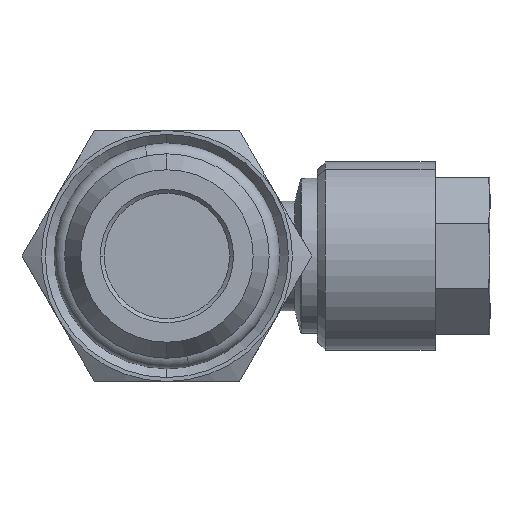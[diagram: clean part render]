
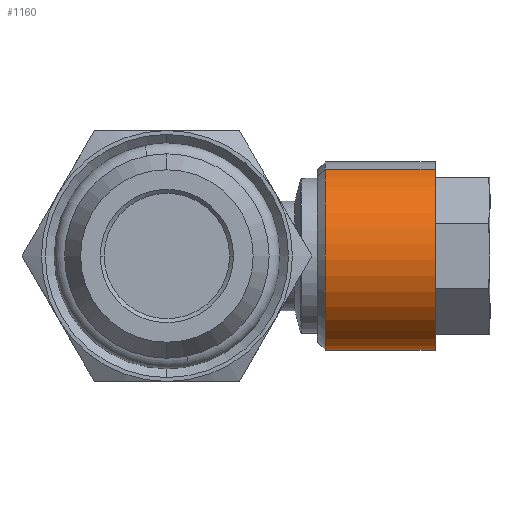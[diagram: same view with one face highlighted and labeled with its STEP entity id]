
A CAD part, front view. The second image highlights one B-rep face of the part: STEP entity #1160.
In plain terms, the highlighted cylindrical face has radius 6 mm (diameter 12 mm), a partial arc.
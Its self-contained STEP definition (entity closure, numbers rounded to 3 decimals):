
#685 = CARTESIAN_POINT ( 'NONE',  ( 17.1, 18.704, 5.543 ) ) ;
#805 = VERTEX_POINT ( 'NONE', #5189 ) ;
#808 = VERTEX_POINT ( 'NONE', #685 ) ;
#1069 = EDGE_LOOP ( 'NONE', ( #1616, #1617, #1618, #1619 ) ) ;
#1160 = ADVANCED_FACE ( 'NONE', ( #4168 ), #4176, .T. ) ;
#1314 = VERTEX_POINT ( 'NONE', #2775 ) ;
#1315 = VERTEX_POINT ( 'NONE', #2755 ) ;
#1616 = ORIENTED_EDGE ( 'NONE', *, *, #3764, .T. ) ;
#1617 = ORIENTED_EDGE ( 'NONE', *, *, #3765, .T. ) ;
#1618 = ORIENTED_EDGE ( 'NONE', *, *, #3766, .F. ) ;
#1619 = ORIENTED_EDGE ( 'NONE', *, *, #3767, .F. ) ;
#2130 = AXIS2_PLACEMENT_3D ( 'NONE', #5002, #5003, #5004 ) ;
#2131 = AXIS2_PLACEMENT_3D ( 'NONE', #5006, #5007, #5008 ) ;
#2755 = CARTESIAN_POINT ( 'NONE',  ( 10.1, 18.704, 5.543 ) ) ;
#2775 = CARTESIAN_POINT ( 'NONE',  ( 10.1, 23.296, -5.543 ) ) ;
#3575 = LINE ( 'NONE', #5001, #3580 ) ;
#3576 = LINE ( 'NONE', #5005, #3583 ) ;
#3578 = CIRCLE ( 'NONE', #2130, 6. ) ;
#3579 = CIRCLE ( 'NONE', #2131, 6. ) ;
#3580 = VECTOR ( 'NONE', #4997, 1000. ) ;
#3583 = VECTOR ( 'NONE', #5000, 1000. ) ;
#3764 = EDGE_CURVE ( 'NONE', #805, #808, #3578, .T. ) ;
#3765 = EDGE_CURVE ( 'NONE', #808, #1315, #3575, .T. ) ;
#3766 = EDGE_CURVE ( 'NONE', #1314, #1315, #3579, .T. ) ;
#3767 = EDGE_CURVE ( 'NONE', #805, #1314, #3576, .T. ) ;
#4168 = FACE_OUTER_BOUND ( 'NONE', #1069, .T. ) ;
#4176 = CYLINDRICAL_SURFACE ( 'NONE', #4511, 6. ) ;
#4358 = CARTESIAN_POINT ( 'NONE',  ( 9.6, 21., 0. ) ) ;
#4359 = DIRECTION ( 'NONE',  ( -1., 0., 0. ) ) ;
#4367 = DIRECTION ( 'NONE',  ( 0., 0.383, -0.924 ) ) ;
#4511 = AXIS2_PLACEMENT_3D ( 'NONE', #4358, #4359, #4367 ) ;
#4997 = DIRECTION ( 'NONE',  ( -1., 0., 0. ) ) ;
#5000 = DIRECTION ( 'NONE',  ( -1., 0., 0. ) ) ;
#5001 = CARTESIAN_POINT ( 'NONE',  ( 9.6, 18.704, 5.543 ) ) ;
#5002 = CARTESIAN_POINT ( 'NONE',  ( 17.1, 21., 0. ) ) ;
#5003 = DIRECTION ( 'NONE',  ( -1., 0., 0. ) ) ;
#5004 = DIRECTION ( 'NONE',  ( 0., -0.383, 0.924 ) ) ;
#5005 = CARTESIAN_POINT ( 'NONE',  ( 9.6, 23.296, -5.543 ) ) ;
#5006 = CARTESIAN_POINT ( 'NONE',  ( 10.1, 21., 0. ) ) ;
#5007 = DIRECTION ( 'NONE',  ( -1., 0., 0. ) ) ;
#5008 = DIRECTION ( 'NONE',  ( 0., 0.383, -0.924 ) ) ;
#5189 = CARTESIAN_POINT ( 'NONE',  ( 17.1, 23.296, -5.543 ) ) ;
